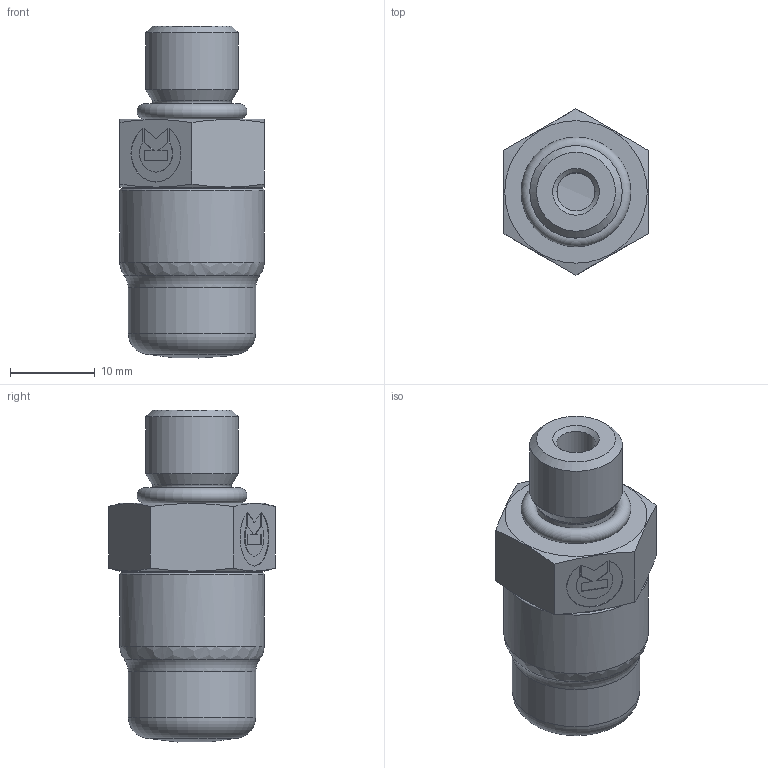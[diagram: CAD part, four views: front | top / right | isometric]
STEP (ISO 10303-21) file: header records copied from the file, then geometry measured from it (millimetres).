
FILE_DESCRIPTION((''),'2;1');
FILE_NAME('200600709.stp','2014-07-21T16:32:40',(''),('KNOMI spol. s r. o.'),'Autodesk Inventor 2012','Autodesk Inventor 2012','');
FILE_SCHEMA(('AUTOMOTIVE_DESIGN { 1 2 10303 214 0 1 1 1 }'));
Length unit declared in the file: millimetre
Products named in the file (5): PHOF -4 7/16-20 / 9/16-18; 200610709; 600765017890; 606089218390; 629112820-4
Assembly tree (4 placements, depth 2):
  PHOF -4 7/16-20 / 9/16-18
    200610709
    600765017890
    606089218390
    629112820-4
Bounding box: 17.04 x 19.63 x 39.15 mm (x, y, z)
Volume: 5475.6 mm3; surface area: 4593.9 mm2
Topology: 4 solids, 4 shells, 91 faces, 204 edges, 126 vertices
Faces by surface type: plane 43, torus 17, cylinder 15, cone 13, sphere 2, bspline 1
Full cylindrical faces by diameter (mm): 4.5 x1, 6.3 x1, 9.25 x1, 10.9 x1, 11 x1, 12.05 x1, 12.24 x1, 14.05 x2, 15.05 x1, 17.05 x1
Entity records: 2655 total; most frequent: CARTESIAN_POINT 534, DIRECTION 402, ORIENTED_EDGE 332, EDGE_CURVE 166, AXIS2_PLACEMENT_3D 157, EDGE_LOOP 135, VERTEX_POINT 121, STYLED_ITEM 95
